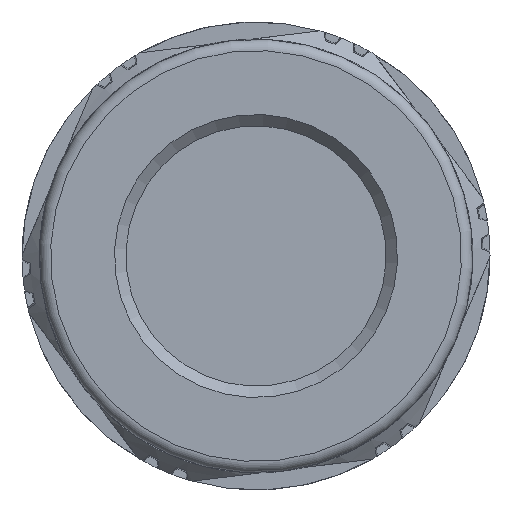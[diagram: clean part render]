
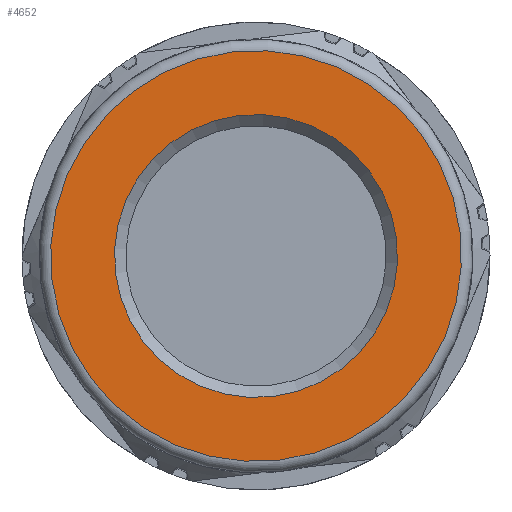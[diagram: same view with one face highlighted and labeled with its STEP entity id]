
A CAD part, front view. The second image highlights one B-rep face of the part: STEP entity #4652.
In plain terms, the highlighted planar face has unit normal (0, -1, 0).
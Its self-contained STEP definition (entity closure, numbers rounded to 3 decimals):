
#2083=PLANE('',#16497);
#4652=ADVANCED_FACE('',(#5638,#5639),#2083,.T.);
#5638=FACE_BOUND('',#6004,.T.);
#5639=FACE_BOUND('',#6005,.T.);
#6004=EDGE_LOOP('',(#8206));
#6005=EDGE_LOOP('',(#8207));
#8206=ORIENTED_EDGE('',*,*,#13791,.T.);
#8207=ORIENTED_EDGE('',*,*,#13790,.F.);
#12022=VERTEX_POINT('',#22880);
#12023=VERTEX_POINT('',#22883);
#13790=EDGE_CURVE('',#12022,#12022,#15696,.T.);
#13791=EDGE_CURVE('',#12023,#12023,#15697,.T.);
#15696=CIRCLE('',#16494,6.2);
#15697=CIRCLE('',#16496,9.);
#16494=AXIS2_PLACEMENT_3D('',#22879,#18932,#18933);
#16496=AXIS2_PLACEMENT_3D('',#22882,#18936,#18937);
#16497=AXIS2_PLACEMENT_3D('',#22884,#18938,#18939);
#18932=DIRECTION('',(0.,-1.,0.));
#18933=DIRECTION('',(-0.993,0.,-0.122));
#18936=DIRECTION('',(0.,-1.,0.));
#18937=DIRECTION('',(-0.993,0.,-0.117));
#18938=DIRECTION('',(0.,-1.,0.));
#18939=DIRECTION('',(-0.993,0.,-0.122));
#22879=CARTESIAN_POINT('',(0.,-48.6,0.));
#22880=CARTESIAN_POINT('',(-6.154,-48.6,-0.756));
#22882=CARTESIAN_POINT('',(0.,-48.6,0.));
#22883=CARTESIAN_POINT('',(-8.939,-48.6,-1.05));
#22884=CARTESIAN_POINT('',(0.,-48.6,0.));
